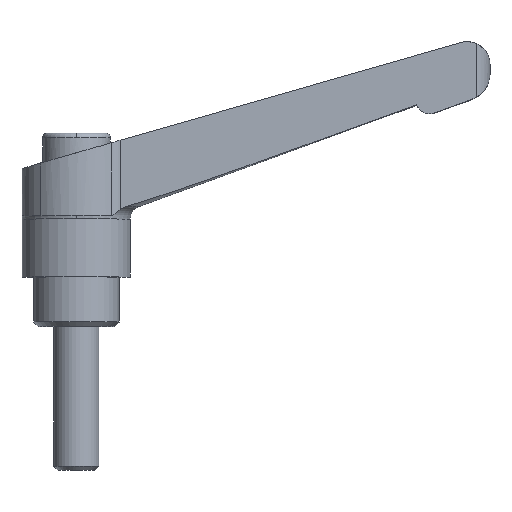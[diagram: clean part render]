
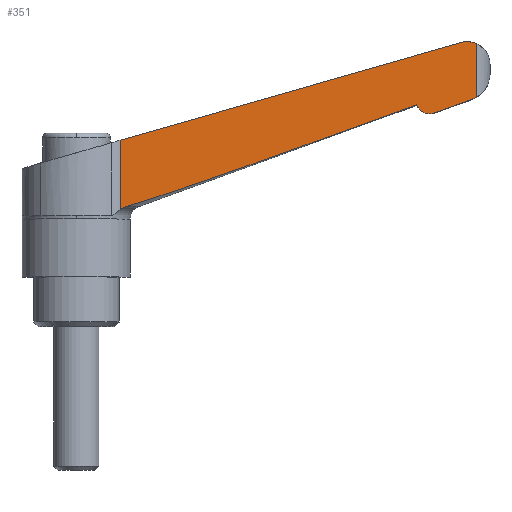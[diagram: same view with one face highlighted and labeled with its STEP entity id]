
A CAD part, top view. The second image highlights one B-rep face of the part: STEP entity #351.
In plain terms, the highlighted planar face has unit normal (0.035, 0, 0.999).
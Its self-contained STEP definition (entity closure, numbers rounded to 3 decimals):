
#259 = VERTEX_POINT( '', #745 );
#261 = EDGE_CURVE( '', #593, #525, #747, .T. );
#325 = VERTEX_POINT( '', #818 );
#351 = ADVANCED_FACE( '', ( #848 ), #849, .F. );
#361 = EDGE_CURVE( '', #461, #259, #859, .T. );
#417 = EDGE_CURVE( '', #475, #461, #920, .T. );
#441 = EDGE_CURVE( '', #449, #325, #945, .T. );
#449 = VERTEX_POINT( '', #955 );
#461 = VERTEX_POINT( '', #968 );
#463 = EDGE_CURVE( '', #259, #543, #970, .T. );
#475 = VERTEX_POINT( '', #983 );
#505 = EDGE_CURVE( '', #523, #525, #1019, .T. );
#523 = VERTEX_POINT( '', #1038 );
#525 = VERTEX_POINT( '', #1040 );
#543 = VERTEX_POINT( '', #1061 );
#593 = VERTEX_POINT( '', #1114 );
#617 = EDGE_CURVE( '', #523, #449, #1139, .T. );
#627 = EDGE_CURVE( '', #325, #475, #1151, .T. );
#673 = EDGE_CURVE( '', #593, #543, #1201, .T. );
#745 = CARTESIAN_POINT( '', ( 9.729, 26.036, 8.461 ) );
#747 = B_SPLINE_CURVE_WITH_KNOTS( '', 3, ( #1273, #1274, #1275, #1276, #1277, #1278, #1279, #1280, #1281, #1282, #1283, #1284 ), .UNSPECIFIED., .F., .F., ( 4, 2, 2, 2, 2, 4 ), ( 20.959, 21.341, 22.273, 23.205, 24.136, 24.506 ), .UNSPECIFIED. );
#818 = CARTESIAN_POINT( '', ( 79.617, 47.501, 6.02 ) );
#848 = FACE_OUTER_BOUND( '', #1474, .T. );
#849 = PLANE( '', #1475 );
#859 = B_SPLINE_CURVE_WITH_KNOTS( '', 3, ( #1499, #1500, #1501, #1502, #1503, #1504, #1505, #1506 ), .UNSPECIFIED., .F., .F., ( 4, 2, 2, 4 ), ( 6.098, 6.378, 7.098, 7.598 ), .UNSPECIFIED. );
#920 = ( B_SPLINE_CURVE( 2, ( #1590, #1591, #1592 ), .UNSPECIFIED., .F., .F. )B_SPLINE_CURVE_WITH_KNOTS( ( 3, 3 ), ( 0., 68.465 ), .UNSPECIFIED. )RATIONAL_B_SPLINE_CURVE( ( 1., 1.437, 1. ) )BOUNDED_CURVE(  )REPRESENTATION_ITEM( '' )GEOMETRIC_REPRESENTATION_ITEM(  )CURVE(  ) );
#945 = ( B_SPLINE_CURVE( 2, ( #1641, #1642, #1643 ), .UNSPECIFIED., .F., .F. )B_SPLINE_CURVE_WITH_KNOTS( ( 3, 3 ), ( 0., 8.776 ), .UNSPECIFIED. )RATIONAL_B_SPLINE_CURVE( ( 1., 1.001, 1. ) )BOUNDED_CURVE(  )REPRESENTATION_ITEM( '' )GEOMETRIC_REPRESENTATION_ITEM(  )CURVE(  ) );
#955 = CARTESIAN_POINT( '', ( 87.864, 50.488, 5.732 ) );
#968 = CARTESIAN_POINT( '', ( 11.158, 26.718, 8.411 ) );
#970 = LINE( '', #1696, #1697 );
#983 = CARTESIAN_POINT( '', ( 75.749, 49.294, 6.156 ) );
#1019 = LINE( '', #1758, #1759 );
#1038 = CARTESIAN_POINT( '', ( 89.079, 51.09, 5.69 ) );
#1040 = CARTESIAN_POINT( '', ( 89.079, 62.824, 5.69 ) );
#1061 = CARTESIAN_POINT( '', ( 9.729, 41.408, 8.461 ) );
#1114 = CARTESIAN_POINT( '', ( 86.144, 63.321, 5.793 ) );
#1139 = B_SPLINE_CURVE_WITH_KNOTS( '', 3, ( #1947, #1948, #1949, #1950, #1951, #1952, #1953, #1954 ), .UNSPECIFIED., .F., .F., ( 4, 2, 2, 4 ), ( 5.64, 6.114, 6.671, 6.934 ), .UNSPECIFIED. );
#1151 = B_SPLINE_CURVE_WITH_KNOTS( '', 3, ( #1967, #1968, #1969, #1970, #1971, #1972, #1973, #1974, #1975, #1976, #1977, #1978, #1979, #1980, #1981, #1982, #1983, #1984, #1985, #1986 ), .UNSPECIFIED., .F., .F., ( 4, 2, 2, 2, 2, 2, 2, 2, 2, 4 ), ( 3.468, 3.897, 4.456, 5.016, 5.576, 6.135, 6.693, 7.249, 7.805, 7.931 ), .UNSPECIFIED. );
#1201 = LINE( '', #2067, #2068 );
#1273 = CARTESIAN_POINT( '', ( 85.423, 63.171, 5.818 ) );
#1274 = CARTESIAN_POINT( '', ( 85.555, 63.209, 5.813 ) );
#1275 = CARTESIAN_POINT( '', ( 85.69, 63.241, 5.808 ) );
#1276 = CARTESIAN_POINT( '', ( 86.158, 63.334, 5.792 ) );
#1277 = CARTESIAN_POINT( '', ( 86.497, 63.365, 5.78 ) );
#1278 = CARTESIAN_POINT( '', ( 87.118, 63.365, 5.759 ) );
#1279 = CARTESIAN_POINT( '', ( 87.457, 63.334, 5.747 ) );
#1280 = CARTESIAN_POINT( '', ( 88.121, 63.203, 5.723 ) );
#1281 = CARTESIAN_POINT( '', ( 88.446, 63.101, 5.712 ) );
#1282 = CARTESIAN_POINT( '', ( 88.847, 62.936, 5.698 ) );
#1283 = CARTESIAN_POINT( '', ( 88.963, 62.883, 5.694 ) );
#1284 = CARTESIAN_POINT( '', ( 89.079, 62.824, 5.69 ) );
#1474 = EDGE_LOOP( '', ( #2286, #2287, #2288, #2289, #2290, #2291, #2292, #2293, #2294 ) );
#1475 = AXIS2_PLACEMENT_3D( '', #2295, #2296, #2297 );
#1499 = CARTESIAN_POINT( '', ( 11.158, 26.718, 8.411 ) );
#1500 = CARTESIAN_POINT( '', ( 11.063, 26.692, 8.414 ) );
#1501 = CARTESIAN_POINT( '', ( 10.971, 26.663, 8.418 ) );
#1502 = CARTESIAN_POINT( '', ( 10.657, 26.553, 8.429 ) );
#1503 = CARTESIAN_POINT( '', ( 10.415, 26.448, 8.437 ) );
#1504 = CARTESIAN_POINT( '', ( 10.025, 26.236, 8.451 ) );
#1505 = CARTESIAN_POINT( '', ( 9.871, 26.138, 8.456 ) );
#1506 = CARTESIAN_POINT( '', ( 9.729, 26.036, 8.461 ) );
#1590 = CARTESIAN_POINT( '', ( 75.749, 49.294, 6.156 ) );
#1591 = CARTESIAN_POINT( '', ( 21.189, 29.557, 8.061 ) );
#1592 = CARTESIAN_POINT( '', ( 11.158, 26.718, 8.411 ) );
#1641 = CARTESIAN_POINT( '', ( 87.864, 50.488, 5.732 ) );
#1642 = CARTESIAN_POINT( '', ( 83.539, 48.921, 5.883 ) );
#1643 = CARTESIAN_POINT( '', ( 79.617, 47.501, 6.02 ) );
#1696 = CARTESIAN_POINT( '', ( 9.729, 0., 8.461 ) );
#1697 = VECTOR( '', #2405, 1. );
#1758 = CARTESIAN_POINT( '', ( 89.079, 0., 5.69 ) );
#1759 = VECTOR( '', #2481, 1. );
#1947 = CARTESIAN_POINT( '', ( 89.079, 51.09, 5.69 ) );
#1948 = CARTESIAN_POINT( '', ( 88.934, 50.997, 5.695 ) );
#1949 = CARTESIAN_POINT( '', ( 88.786, 50.91, 5.7 ) );
#1950 = CARTESIAN_POINT( '', ( 88.462, 50.738, 5.712 ) );
#1951 = CARTESIAN_POINT( '', ( 88.285, 50.656, 5.718 ) );
#1952 = CARTESIAN_POINT( '', ( 88.033, 50.551, 5.727 ) );
#1953 = CARTESIAN_POINT( '', ( 87.95, 50.519, 5.729 ) );
#1954 = CARTESIAN_POINT( '', ( 87.864, 50.488, 5.732 ) );
#1967 = CARTESIAN_POINT( '', ( 79.617, 47.501, 6.02 ) );
#1968 = CARTESIAN_POINT( '', ( 79.478, 47.451, 6.025 ) );
#1969 = CARTESIAN_POINT( '', ( 79.327, 47.408, 6.031 ) );
#1970 = CARTESIAN_POINT( '', ( 78.975, 47.338, 6.043 ) );
#1971 = CARTESIAN_POINT( '', ( 78.772, 47.32, 6.05 ) );
#1972 = CARTESIAN_POINT( '', ( 78.398, 47.32, 6.063 ) );
#1973 = CARTESIAN_POINT( '', ( 78.195, 47.338, 6.07 ) );
#1974 = CARTESIAN_POINT( '', ( 77.796, 47.418, 6.084 ) );
#1975 = CARTESIAN_POINT( '', ( 77.6, 47.478, 6.091 ) );
#1976 = CARTESIAN_POINT( '', ( 77.256, 47.621, 6.103 ) );
#1977 = CARTESIAN_POINT( '', ( 77.075, 47.715, 6.109 ) );
#1978 = CARTESIAN_POINT( '', ( 76.737, 47.94, 6.121 ) );
#1979 = CARTESIAN_POINT( '', ( 76.58, 48.07, 6.126 ) );
#1980 = CARTESIAN_POINT( '', ( 76.317, 48.332, 6.136 ) );
#1981 = CARTESIAN_POINT( '', ( 76.187, 48.488, 6.14 ) );
#1982 = CARTESIAN_POINT( '', ( 75.962, 48.824, 6.148 ) );
#1983 = CARTESIAN_POINT( '', ( 75.867, 49.004, 6.151 ) );
#1984 = CARTESIAN_POINT( '', ( 75.78, 49.213, 6.154 ) );
#1985 = CARTESIAN_POINT( '', ( 75.764, 49.253, 6.155 ) );
#1986 = CARTESIAN_POINT( '', ( 75.749, 49.294, 6.156 ) );
#2067 = CARTESIAN_POINT( '', ( -7.353, 36.509, 9.057 ) );
#2068 = VECTOR( '', #2686, 1. );
#2286 = ORIENTED_EDGE( '', *, *, #673, .T. );
#2287 = ORIENTED_EDGE( '', *, *, #463, .F. );
#2288 = ORIENTED_EDGE( '', *, *, #361, .F. );
#2289 = ORIENTED_EDGE( '', *, *, #417, .F. );
#2290 = ORIENTED_EDGE( '', *, *, #627, .F. );
#2291 = ORIENTED_EDGE( '', *, *, #441, .F. );
#2292 = ORIENTED_EDGE( '', *, *, #617, .F. );
#2293 = ORIENTED_EDGE( '', *, *, #505, .T. );
#2294 = ORIENTED_EDGE( '', *, *, #261, .F. );
#2295 = CARTESIAN_POINT( '', ( 9.729, 0., 8.461 ) );
#2296 = DIRECTION( '', ( -0.035, 0., -0.999 ) );
#2297 = DIRECTION( '', ( -0.999, 0., 0.035 ) );
#2405 = DIRECTION( '', ( 0., 1., 0. ) );
#2481 = DIRECTION( '', ( 0., 1., 0. ) );
#2686 = DIRECTION( '', ( -0.961, -0.275, 0.034 ) );
